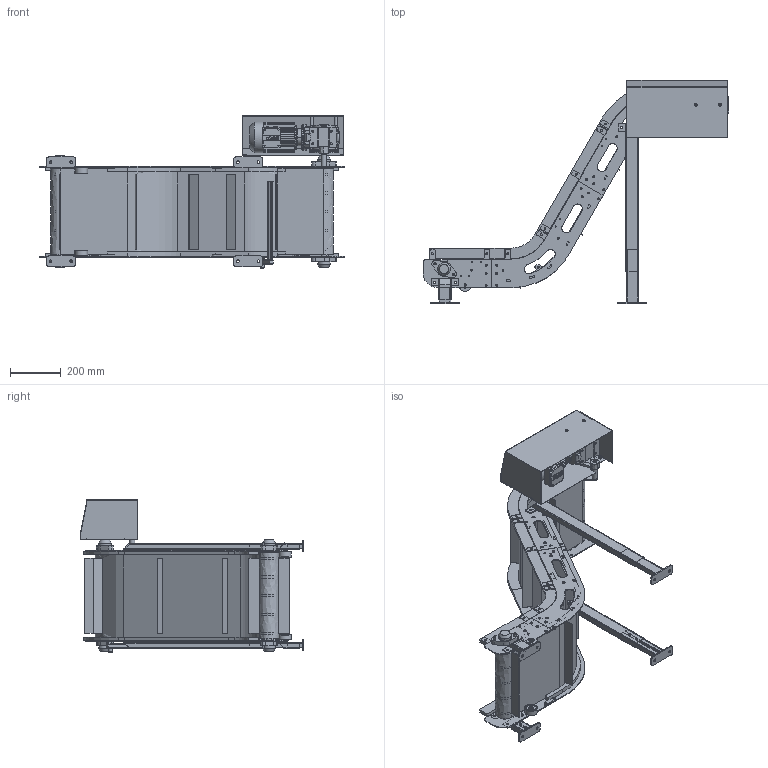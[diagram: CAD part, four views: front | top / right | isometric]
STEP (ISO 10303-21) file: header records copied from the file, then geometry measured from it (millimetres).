
FILE_DESCRIPTION(('FreeCAD Model'),'2;1');
FILE_NAME('Open CASCADE Shape Model','2025-05-01T04:19:46',('FreeCAD'),( 'FreeCAD'),'Open CASCADE STEP processor 7.6','FreeCAD','Unknown');
FILE_SCHEMA(('AUTOMOTIVE_DESIGN { 1 0 10303 214 1 1 1 1 }'));
Products named in the file (1): Open CASCADE STEP translator 7.6 1
Bounding box: 1205.84 x 878.21 x 599.17 mm (x, y, z)
Volume: 20749425.8 mm3; surface area: 6464778.9 mm2
Topology: 184 solids, 184 shells, 3489 faces, 9009 edges, 6007 vertices
Faces by surface type: bspline 3489
Entity records: 108782 total; most frequent: CARTESIAN_POINT 55094, ORIENTED_EDGE 17974, EDGE_CURVE 8987, VERTEX_POINT 6007, B_SPLINE_CURVE_WITH_KNOTS 5986, FACE_BOUND 4410, EDGE_LOOP 4410, ADVANCED_FACE 3489
